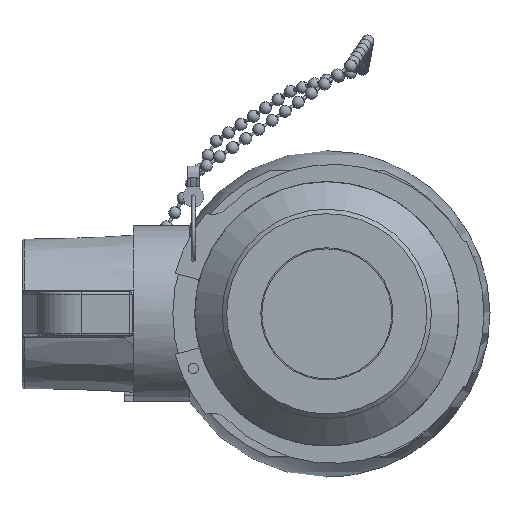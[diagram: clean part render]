
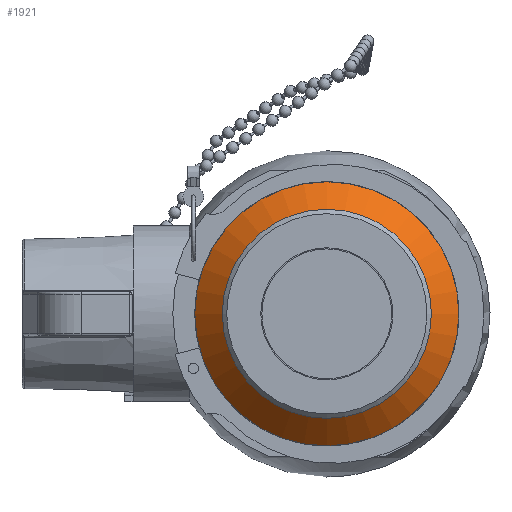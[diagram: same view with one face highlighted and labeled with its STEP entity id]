
A CAD part, left-side view. The second image highlights one B-rep face of the part: STEP entity #1921.
In plain terms, the highlighted conical face has half-angle 45 degrees and reference radius 34.131 mm.
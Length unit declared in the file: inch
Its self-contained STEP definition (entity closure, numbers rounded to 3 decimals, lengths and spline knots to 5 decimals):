
#1582=CARTESIAN_POINT('',(-6.284,1.5,0.));
#1583=VERTEX_POINT('',#1582);
#1584=CARTESIAN_POINT('',(-6.284,0.,0.));
#1585=DIRECTION('',(1.0,0.0,0.0));
#1586=DIRECTION('',(0.0,1.0,0.0));
#1587=AXIS2_PLACEMENT_3D('',#1584,#1585,#1586);
#1588=CIRCLE('',#1587,1.5);
#1589=EDGE_CURVE('',#1583,#1583,#1588,.T.);
#1895=CARTESIAN_POINT('',(-6.5965,1.1875,0.));
#1896=VERTEX_POINT('',#1895);
#1897=CARTESIAN_POINT('',(-6.5965,0.,0.));
#1898=DIRECTION('',(1.0,0.0,0.0));
#1899=DIRECTION('',(0.0,1.0,0.0));
#1900=AXIS2_PLACEMENT_3D('',#1897,#1898,#1899);
#1901=CIRCLE('',#1900,1.1875);
#1902=EDGE_CURVE('',#1896,#1896,#1901,.T.);
#1910=CARTESIAN_POINT('',(-6.44025,0.,0.));
#1911=DIRECTION('',(1.0,0.,0.));
#1912=DIRECTION('',(0.0,1.0,0.0));
#1913=AXIS2_PLACEMENT_3D('',#1910,#1911,#1912);
#1914=CONICAL_SURFACE('',#1913,1.34375,45.);
#1915=ORIENTED_EDGE('',*,*,#1589,.F.);
#1916=EDGE_LOOP('',(#1915));
#1917=FACE_OUTER_BOUND('',#1916,.T.);
#1918=ORIENTED_EDGE('',*,*,#1902,.T.);
#1919=EDGE_LOOP('',(#1918));
#1920=FACE_BOUND('',#1919,.T.);
#1921=ADVANCED_FACE('',(#1917,#1920),#1914,.T.);
